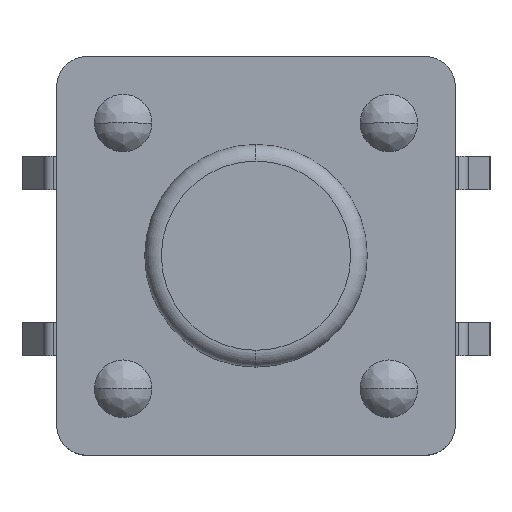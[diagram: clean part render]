
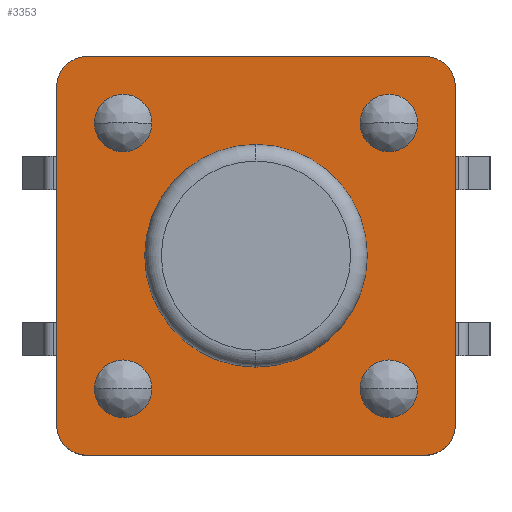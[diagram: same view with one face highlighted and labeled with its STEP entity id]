
A CAD part, top view. The second image highlights one B-rep face of the part: STEP entity #3353.
In plain terms, the highlighted planar face has unit normal (0, 0, 1).
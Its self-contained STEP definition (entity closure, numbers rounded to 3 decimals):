
#170=DIRECTION('',(0.,-1.,0.));
#171=VECTOR('',#170,10.2);
#172=CARTESIAN_POINT('',(-6.,5.1,0.));
#173=LINE('',#172,#171);
#550=DIRECTION('',(0.,-1.,0.));
#551=VECTOR('',#550,10.2);
#552=CARTESIAN_POINT('',(6.,5.1,0.));
#553=LINE('',#552,#551);
#1044=CARTESIAN_POINT('',(0.,0.,0.));
#1045=DIRECTION('',(0.,0.,1.));
#1046=DIRECTION('',(0.,1.,0.));
#1047=AXIS2_PLACEMENT_3D('',#1044,#1045,#1046);
#1049=CARTESIAN_POINT('',(0.,0.,0.));
#1050=DIRECTION('',(0.,0.,1.));
#1051=DIRECTION('',(0.,-1.,0.));
#1052=AXIS2_PLACEMENT_3D('',#1049,#1050,#1051);
#1054=CARTESIAN_POINT('',(4.,4.,0.));
#1055=DIRECTION('',(0.,0.,1.));
#1056=DIRECTION('',(1.,0.,0.));
#1057=AXIS2_PLACEMENT_3D('',#1054,#1055,#1056);
#1059=CARTESIAN_POINT('',(4.,4.,0.));
#1060=DIRECTION('',(0.,0.,1.));
#1061=DIRECTION('',(-1.,0.,0.));
#1062=AXIS2_PLACEMENT_3D('',#1059,#1060,#1061);
#1064=CARTESIAN_POINT('',(-4.,4.,0.));
#1065=DIRECTION('',(0.,0.,1.));
#1066=DIRECTION('',(1.,0.,0.));
#1067=AXIS2_PLACEMENT_3D('',#1064,#1065,#1066);
#1069=CARTESIAN_POINT('',(-4.,4.,0.));
#1070=DIRECTION('',(0.,0.,1.));
#1071=DIRECTION('',(-1.,0.,0.));
#1072=AXIS2_PLACEMENT_3D('',#1069,#1070,#1071);
#1074=CARTESIAN_POINT('',(-4.,-4.,0.));
#1075=DIRECTION('',(0.,0.,1.));
#1076=DIRECTION('',(1.,0.,0.));
#1077=AXIS2_PLACEMENT_3D('',#1074,#1075,#1076);
#1079=CARTESIAN_POINT('',(-4.,-4.,0.));
#1080=DIRECTION('',(0.,0.,1.));
#1081=DIRECTION('',(-1.,0.,0.));
#1082=AXIS2_PLACEMENT_3D('',#1079,#1080,#1081);
#1084=CARTESIAN_POINT('',(4.,-4.,0.));
#1085=DIRECTION('',(0.,0.,1.));
#1086=DIRECTION('',(1.,0.,0.));
#1087=AXIS2_PLACEMENT_3D('',#1084,#1085,#1086);
#1089=CARTESIAN_POINT('',(4.,-4.,0.));
#1090=DIRECTION('',(0.,0.,1.));
#1091=DIRECTION('',(-1.,0.,0.));
#1092=AXIS2_PLACEMENT_3D('',#1089,#1090,#1091);
#1094=CARTESIAN_POINT('',(5.1,5.1,0.));
#1095=DIRECTION('',(0.,0.,1.));
#1096=DIRECTION('',(1.,0.,0.));
#1097=AXIS2_PLACEMENT_3D('',#1094,#1095,#1096);
#1099=CARTESIAN_POINT('',(5.1,-5.1,0.));
#1100=DIRECTION('',(0.,0.,1.));
#1101=DIRECTION('',(0.,-1.,0.));
#1102=AXIS2_PLACEMENT_3D('',#1099,#1100,#1101);
#1104=CARTESIAN_POINT('',(-5.1,-5.1,0.));
#1105=DIRECTION('',(0.,0.,1.));
#1106=DIRECTION('',(-1.,0.,0.));
#1107=AXIS2_PLACEMENT_3D('',#1104,#1105,#1106);
#1109=CARTESIAN_POINT('',(-5.1,5.1,0.));
#1110=DIRECTION('',(0.,0.,1.));
#1111=DIRECTION('',(0.,1.,0.));
#1112=AXIS2_PLACEMENT_3D('',#1109,#1110,#1111);
#1114=DIRECTION('',(1.,0.,0.));
#1115=VECTOR('',#1114,10.2);
#1116=CARTESIAN_POINT('',(-5.1,6.,0.));
#1117=LINE('',#1116,#1115);
#1468=DIRECTION('',(1.,0.,0.));
#1469=VECTOR('',#1468,10.2);
#1470=CARTESIAN_POINT('',(-5.1,-6.,0.));
#1471=LINE('',#1470,#1469);
#1574=CARTESIAN_POINT('',(0.,3.35,0.));
#1575=CARTESIAN_POINT('',(0.,-3.35,0.));
#1576=VERTEX_POINT('',#1574);
#1577=VERTEX_POINT('',#1575);
#1750=CARTESIAN_POINT('',(4.866,4.,0.));
#1751=CARTESIAN_POINT('',(3.134,4.,0.));
#1752=VERTEX_POINT('',#1750);
#1753=VERTEX_POINT('',#1751);
#1758=CARTESIAN_POINT('',(-3.134,4.,0.));
#1759=CARTESIAN_POINT('',(-4.866,4.,0.));
#1760=VERTEX_POINT('',#1758);
#1761=VERTEX_POINT('',#1759);
#1766=CARTESIAN_POINT('',(-3.134,-4.,0.));
#1767=CARTESIAN_POINT('',(-4.866,-4.,0.));
#1768=VERTEX_POINT('',#1766);
#1769=VERTEX_POINT('',#1767);
#1774=CARTESIAN_POINT('',(4.866,-4.,0.));
#1775=CARTESIAN_POINT('',(3.134,-4.,0.));
#1776=VERTEX_POINT('',#1774);
#1777=VERTEX_POINT('',#1775);
#1874=CARTESIAN_POINT('',(6.,5.1,0.));
#1875=CARTESIAN_POINT('',(5.1,6.,0.));
#1876=VERTEX_POINT('',#1874);
#1877=VERTEX_POINT('',#1875);
#1886=CARTESIAN_POINT('',(-5.1,6.,0.));
#1887=VERTEX_POINT('',#1886);
#1888=CARTESIAN_POINT('',(-6.,5.1,0.));
#1889=VERTEX_POINT('',#1888);
#1894=CARTESIAN_POINT('',(5.1,-6.,0.));
#1895=VERTEX_POINT('',#1894);
#1896=CARTESIAN_POINT('',(6.,-5.1,0.));
#1897=VERTEX_POINT('',#1896);
#1898=CARTESIAN_POINT('',(-6.,-5.1,0.));
#1899=CARTESIAN_POINT('',(-5.1,-6.,0.));
#1900=VERTEX_POINT('',#1898);
#1901=VERTEX_POINT('',#1899);
#3303=CARTESIAN_POINT('',(-6.,6.,0.));
#3304=DIRECTION('',(0.,0.,1.));
#3305=DIRECTION('',(0.,-1.,0.));
#3306=AXIS2_PLACEMENT_3D('',#3303,#3304,#3305);
#3307=PLANE('',#3306);
#3308=ORIENTED_EDGE('',*,*,#3293,.F.);
#3309=ORIENTED_EDGE('',*,*,#2516,.T.);
#3311=ORIENTED_EDGE('',*,*,#3310,.F.);
#3313=ORIENTED_EDGE('',*,*,#3312,.F.);
#3315=ORIENTED_EDGE('',*,*,#3314,.F.);
#3316=ORIENTED_EDGE('',*,*,#2026,.F.);
#3318=ORIENTED_EDGE('',*,*,#3317,.F.);
#3320=ORIENTED_EDGE('',*,*,#3319,.T.);
#3321=EDGE_LOOP('',(#3308,#3309,#3311,#3313,#3315,#3316,#3318,#3320));
#3322=FACE_OUTER_BOUND('',#3321,.F.);
#3324=ORIENTED_EDGE('',*,*,#3323,.T.);
#3326=ORIENTED_EDGE('',*,*,#3325,.T.);
#3327=EDGE_LOOP('',(#3324,#3326));
#3328=FACE_BOUND('',#3327,.F.);
#3330=ORIENTED_EDGE('',*,*,#3329,.T.);
#3332=ORIENTED_EDGE('',*,*,#3331,.T.);
#3333=EDGE_LOOP('',(#3330,#3332));
#3334=FACE_BOUND('',#3333,.F.);
#3336=ORIENTED_EDGE('',*,*,#3335,.T.);
#3338=ORIENTED_EDGE('',*,*,#3337,.T.);
#3339=EDGE_LOOP('',(#3336,#3338));
#3340=FACE_BOUND('',#3339,.F.);
#3342=ORIENTED_EDGE('',*,*,#3341,.T.);
#3344=ORIENTED_EDGE('',*,*,#3343,.T.);
#3345=EDGE_LOOP('',(#3342,#3344));
#3346=FACE_BOUND('',#3345,.F.);
#3348=ORIENTED_EDGE('',*,*,#3347,.T.);
#3350=ORIENTED_EDGE('',*,*,#3349,.T.);
#3351=EDGE_LOOP('',(#3348,#3350));
#3352=FACE_BOUND('',#3351,.F.);
#1048=CIRCLE('',#1047,3.35);
#1053=CIRCLE('',#1052,3.35);
#1058=CIRCLE('',#1057,0.866);
#1063=CIRCLE('',#1062,0.866);
#1068=CIRCLE('',#1067,0.866);
#1073=CIRCLE('',#1072,0.866);
#1078=CIRCLE('',#1077,0.866);
#1083=CIRCLE('',#1082,0.866);
#1088=CIRCLE('',#1087,0.866);
#1093=CIRCLE('',#1092,0.866);
#1098=CIRCLE('',#1097,0.9);
#1103=CIRCLE('',#1102,0.9);
#1108=CIRCLE('',#1107,0.9);
#1113=CIRCLE('',#1112,0.9);
#2026=EDGE_CURVE('',#1889,#1900,#173,.T.);
#2516=EDGE_CURVE('',#1876,#1897,#553,.T.);
#3293=EDGE_CURVE('',#1876,#1877,#1098,.T.);
#3310=EDGE_CURVE('',#1895,#1897,#1103,.T.);
#3312=EDGE_CURVE('',#1901,#1895,#1471,.T.);
#3314=EDGE_CURVE('',#1900,#1901,#1108,.T.);
#3317=EDGE_CURVE('',#1887,#1889,#1113,.T.);
#3319=EDGE_CURVE('',#1887,#1877,#1117,.T.);
#3323=EDGE_CURVE('',#1752,#1753,#1058,.T.);
#3325=EDGE_CURVE('',#1753,#1752,#1063,.T.);
#3329=EDGE_CURVE('',#1760,#1761,#1068,.T.);
#3331=EDGE_CURVE('',#1761,#1760,#1073,.T.);
#3335=EDGE_CURVE('',#1768,#1769,#1078,.T.);
#3337=EDGE_CURVE('',#1769,#1768,#1083,.T.);
#3341=EDGE_CURVE('',#1776,#1777,#1088,.T.);
#3343=EDGE_CURVE('',#1777,#1776,#1093,.T.);
#3347=EDGE_CURVE('',#1576,#1577,#1048,.T.);
#3349=EDGE_CURVE('',#1577,#1576,#1053,.T.);
#3353=ADVANCED_FACE('',(#3322,#3328,#3334,#3340,#3346,#3352),#3307,.T.);
